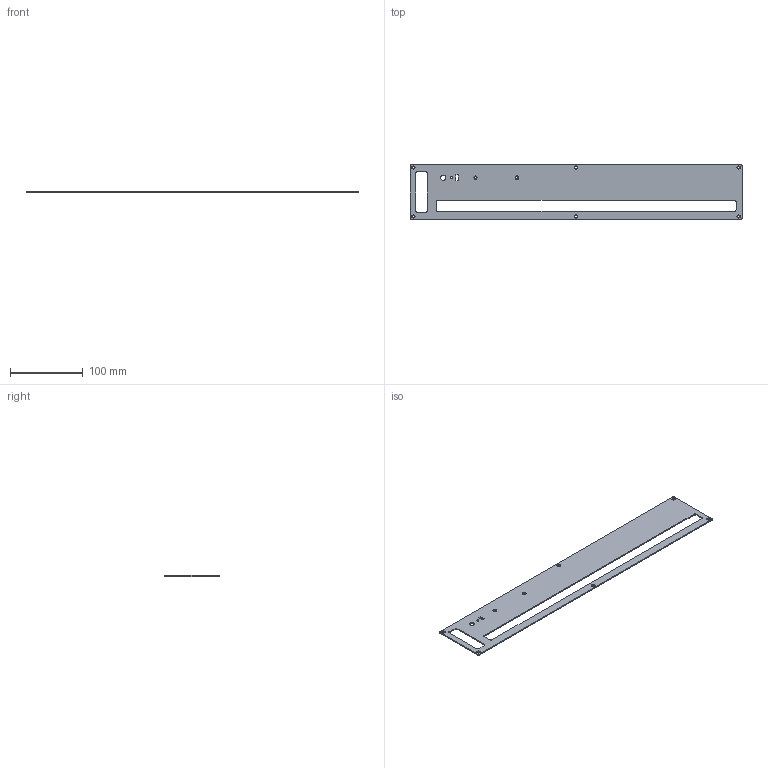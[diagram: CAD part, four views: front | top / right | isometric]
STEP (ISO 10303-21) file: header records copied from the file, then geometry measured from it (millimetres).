
FILE_DESCRIPTION(('KiCad electronic assembly'),'2;1');
FILE_NAME('ribbon_controller_faceplate.step','2023-03-29T12:14:30',( 'Pcbnew'),('Kicad'),'Open CASCADE STEP processor 7.6', 'KiCad to STEP converter','Unknown');
FILE_SCHEMA(('AUTOMOTIVE_DESIGN { 1 0 10303 214 1 1 1 1 }'));
Length unit declared in the file: millimetre
Products named in the file (2): ribbon_controller_faceplate 1; PCB
Assembly tree (1 placements, depth 2):
  ribbon_controller_faceplate 1
    PCB
Bounding box: 457.2 x 76.2 x 1.58 mm (x, y, z)
Volume: 43495.2 mm3; surface area: 58681.2 mm2
Topology: 1 solids, 1 shells, 320 faces, 954 edges, 636 vertices
Faces by surface type: plane 248, cylinder 72
Full cylindrical faces by diameter (mm): 0.5 x64, 3.2 x8
Entity records: 23851 total; most frequent: CARTESIAN_POINT 4684, DIRECTION 3506, LINE 2574, VECTOR 2574, ORIENTED_EDGE 1908, PCURVE 1908, DEFINITIONAL_REPRESENTATION 1908, EDGE_CURVE 954
